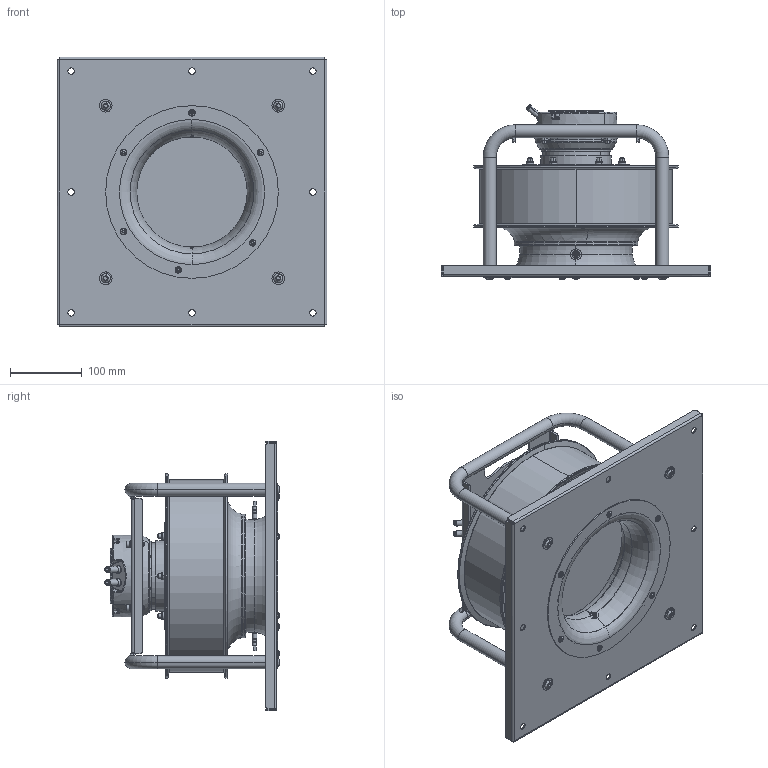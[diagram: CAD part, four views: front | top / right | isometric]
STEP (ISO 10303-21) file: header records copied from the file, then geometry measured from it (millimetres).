
FILE_DESCRIPTION((''),'2;1');
FILE_NAME('SR-P-HE-250-03_B_04_ASM','2023-01-23T11:39:09',('mkulawiak'),(''),'CREO PARAMETRIC BY PTC INC, 2022014','CREO PARAMETRIC BY PTC INC, 2022014','');
FILE_SCHEMA(('CONFIG_CONTROL_DESIGN'));
Length unit declared in the file: millimetre
Products named in the file (1): SR-P-HE-250-03_B_04_ASM
Bounding box: 375 x 243.01 x 375 mm (x, y, z)
Volume: 5685189.8 mm3; surface area: 849567.5 mm2
Topology: 4 solids, 76 shells, 2459 faces, 6851 edges, 4337 vertices
Faces by surface type: plane 1032, cylinder 808, torus 258, cone 213, bspline 134, sphere 10, extrusion 4
Entity records: 94281 total; most frequent: CARTESIAN_POINT 34493, ORIENTED_EDGE 12629, DIRECTION 11771, EDGE_CURVE 6814, AXIS2_PLACEMENT_3D 4650, VERTEX_POINT 4337, EDGE_LOOP 2650, VECTOR 2471
